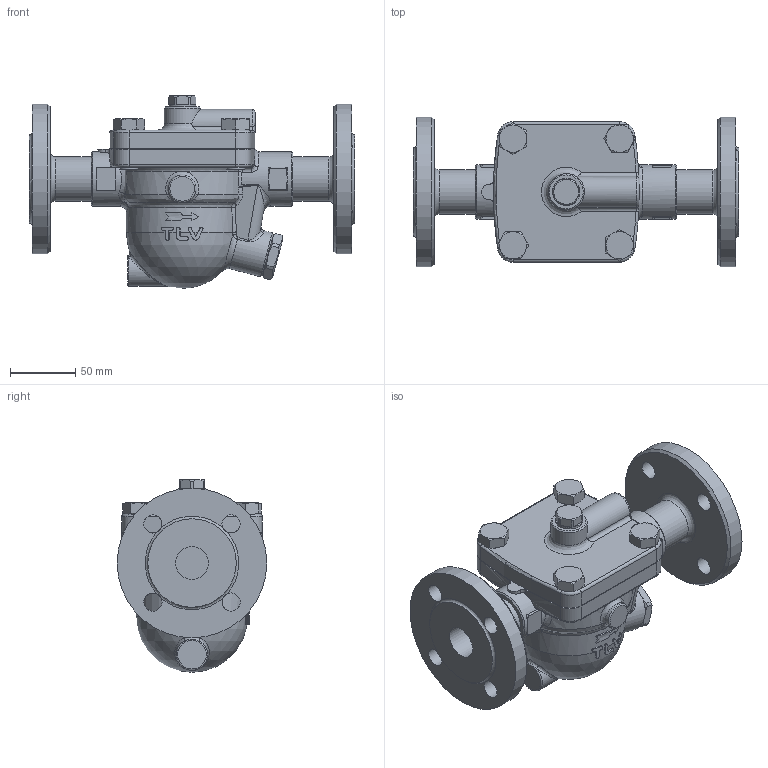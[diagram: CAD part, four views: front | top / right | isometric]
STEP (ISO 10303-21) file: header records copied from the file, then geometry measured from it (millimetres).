
FILE_DESCRIPTION((''),'2;1');
FILE_NAME('j5x00-025-e0016-00.stp','2009-10-30T11:28:51',('nakaot'),(''),'Autodesk Inventor 2008','Autodesk Inventor 2008','');
FILE_SCHEMA(('AUTOMOTIVE_DESIGN { 1 0 10303 214 1 1 1 1 }'));
Length unit declared in the file: millimetre
Products named in the file (1): j5x00-025-e0016-00
Bounding box: 250 x 115 x 148 mm (x, y, z)
Volume: 1330394.5 mm3; surface area: 148743.3 mm2
Topology: 1 solids, 1 shells, 415 faces, 1051 edges, 637 vertices
Faces by surface type: bspline 125, plane 115, cylinder 95, cone 62, torus 17, sphere 1
Full cylindrical faces by diameter (mm): 14 x8, 21 x2, 25 x2, 28 x1, 34 x2, 35 x1, 42 x2, 77 x1, 115 x2
Entity records: 24579 total; most frequent: CARTESIAN_POINT 15916, ORIENTED_EDGE 1900, DIRECTION 1640, EDGE_CURVE 950, AXIS2_PLACEMENT_3D 711, VERTEX_POINT 600, EDGE_LOOP 500, FACE_OUTER_BOUND 413
